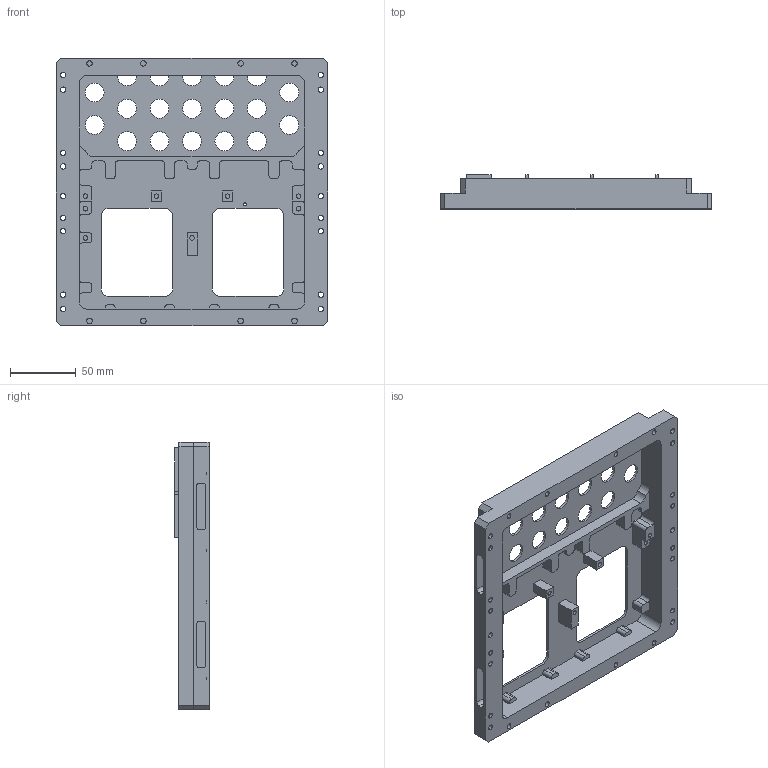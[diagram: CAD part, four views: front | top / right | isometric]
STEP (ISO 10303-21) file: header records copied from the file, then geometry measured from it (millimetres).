
FILE_DESCRIPTION (( 'STEP AP214' ), '1' );
FILE_NAME ('2004968E.stp', '2019-08-16T09:24:51', ( '' ), ( '' ), 'SwSTEP 2.0', 'SolidWorks 2019', '' );
FILE_SCHEMA (( 'AUTOMOTIVE_DESIGN' ));
Length unit declared in the file: inch
Products named in the file (1): 2004968E
Bounding box: 206.35 x 25.92 x 203.2 mm (x, y, z)
Volume: 192232.5 mm3; surface area: 122233 mm2
Topology: 1 solids, 1 shells, 543 faces, 1400 edges, 906 vertices
Faces by surface type: cylinder 297, plane 230, sphere 16
Entity records: 16772 total; most frequent: DIRECTION 3066, CARTESIAN_POINT 2834, ORIENTED_EDGE 2768, EDGE_CURVE 1384, AXIS2_PLACEMENT_3D 1138, VERTEX_POINT 906, VECTOR 790, LINE 790
